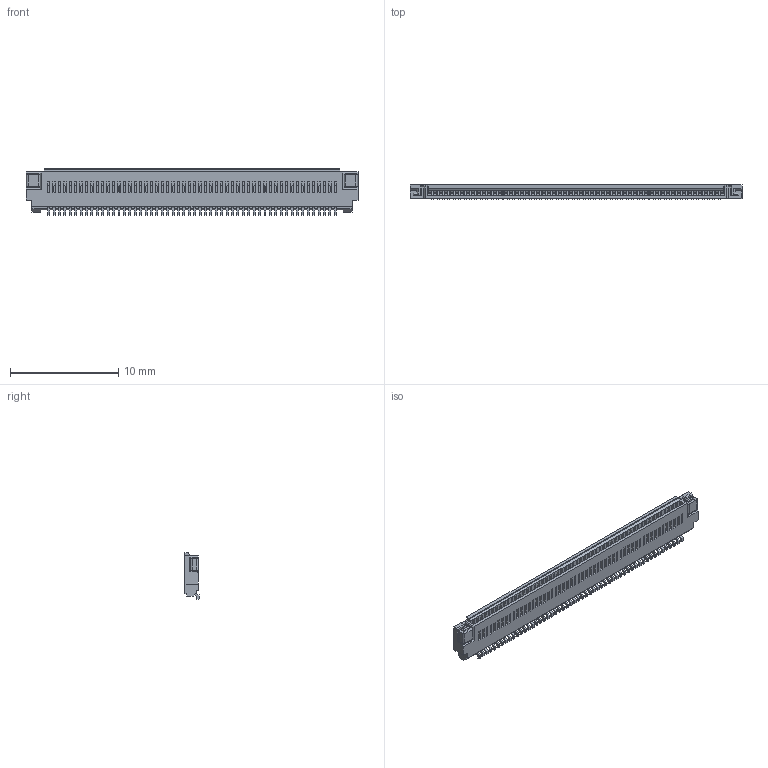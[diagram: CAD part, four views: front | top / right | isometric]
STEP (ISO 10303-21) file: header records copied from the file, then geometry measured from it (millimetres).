
FILE_DESCRIPTION((''),'2;1');
FILE_NAME('512965494','2014-05-27T',('me'),(''),'PRO/ENGINEER BY PARAMETRIC TECHNOLOGY CORPORATION, 2011490','PRO/ENGINEER BY PARAMETRIC TECHNOLOGY CORPORATION, 2011490','');
FILE_SCHEMA(('CONFIG_CONTROL_DESIGN'));
Products named in the file (1): 512965494
Bounding box: 30.7 x 1.3 x 4.3 mm (x, y, z)
Volume: 79.9 mm3; surface area: 877.1 mm2
Topology: 1 solids, 1 shells, 2538 faces, 8138 edges, 5382 vertices
Faces by surface type: plane 2361, cone 108, cylinder 69
Entity records: 87947 total; most frequent: CARTESIAN_POINT 15835, ORIENTED_EDGE 15828, DIRECTION 13462, EDGE_CURVE 7914, VECTOR 7892, LINE 7892, VERTEX_POINT 5158, AXIS2_PLACEMENT_3D 2785
